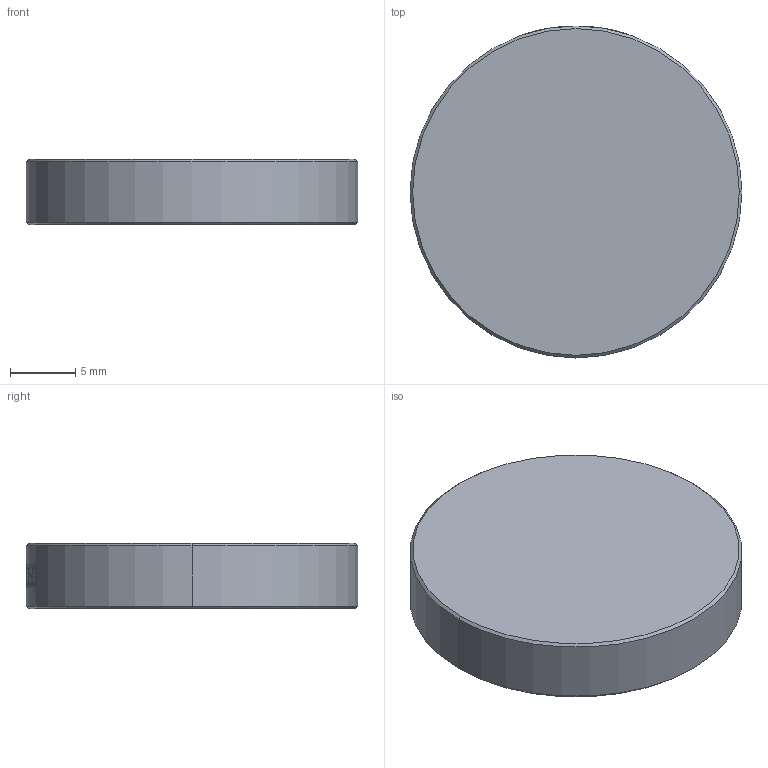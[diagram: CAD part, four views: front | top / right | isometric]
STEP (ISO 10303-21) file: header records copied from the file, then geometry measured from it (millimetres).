
FILE_DESCRIPTION (( 'STEP AP203' ), '1' );
FILE_NAME ('19441-E0W.STEP', '2014-12-15T16:38:11', ( '' ), ( '' ), 'SwSTEP 2.0', 'SolidWorks 2014', '' );
FILE_SCHEMA (( 'CONFIG_CONTROL_DESIGN' ));
Length unit declared in the file: millimetre
Products named in the file (1): 19441-E0W
Bounding box: 25.4 x 25.4 x 5 mm (x, y, z)
Volume: 2530.3 mm3; surface area: 1393.6 mm2
Topology: 1 solids, 1 shells, 17 faces, 104 edges, 98 vertices
Faces by surface type: cylinder 11, cone 4, plane 2
Entity records: 2328 total; most frequent: CARTESIAN_POINT 1510, ORIENTED_EDGE 208, EDGE_CURVE 104, VERTEX_POINT 98, DIRECTION 87, B_SPLINE_CURVE_WITH_KNOTS 72, AXIS2_PLACEMENT_3D 37, EDGE_LOOP 26
